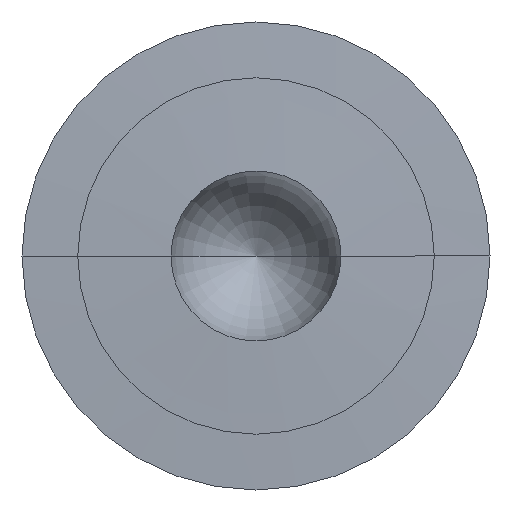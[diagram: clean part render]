
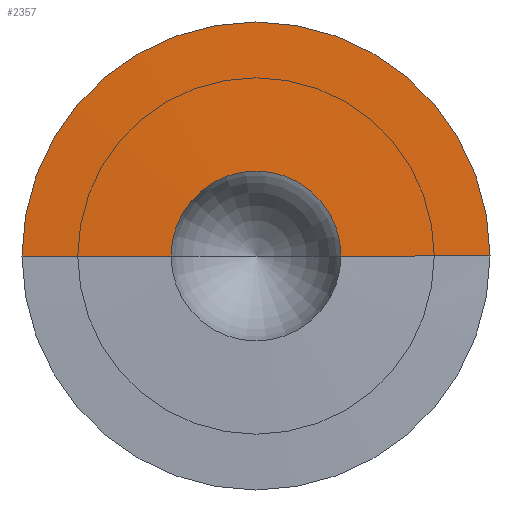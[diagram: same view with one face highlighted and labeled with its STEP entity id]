
A CAD part, front view. The second image highlights one B-rep face of the part: STEP entity #2357.
In plain terms, the highlighted conical face has half-angle 87.369 degrees and reference radius 11.799 mm.
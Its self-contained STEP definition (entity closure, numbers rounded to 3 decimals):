
#98 = EDGE_CURVE ( 'NONE', #3732, #6877, #7323, .T. ) ;
#166 = DIRECTION ( 'NONE',  ( 0.999, 0.046, 0. ) ) ;
#498 = CIRCLE ( 'NONE', #3904, 32.5 ) ;
#883 = AXIS2_PLACEMENT_3D ( 'NONE', #1794, #3985, #6855 ) ;
#909 = CARTESIAN_POINT ( 'NONE',  ( 32.5, -29.049, 0. ) ) ;
#1173 = AXIS2_PLACEMENT_3D ( 'NONE', #3013, #8018, #3749 ) ;
#1358 = VERTEX_POINT ( 'NONE', #1877 ) ;
#1568 = ORIENTED_EDGE ( 'NONE', *, *, #5301, .F. ) ;
#1575 = EDGE_CURVE ( 'NONE', #6877, #7214, #498, .T. ) ;
#1794 = CARTESIAN_POINT ( 'NONE',  ( 0., -30., 0. ) ) ;
#1812 = VECTOR ( 'NONE', #166, 1000. ) ;
#1877 = CARTESIAN_POINT ( 'NONE',  ( -11.799, -30., 0. ) ) ;
#2038 = ORIENTED_EDGE ( 'NONE', *, *, #6752, .F. ) ;
#2357 = ADVANCED_FACE ( 'NONE', ( #4043 ), #8612, .T. ) ;
#2891 = DIRECTION ( 'NONE',  ( 0., -1., 0. ) ) ;
#3013 = CARTESIAN_POINT ( 'NONE',  ( 0., -30., 0. ) ) ;
#3628 = CARTESIAN_POINT ( 'NONE',  ( -11.799, -30., 0. ) ) ;
#3732 = VERTEX_POINT ( 'NONE', #7638 ) ;
#3749 = DIRECTION ( 'NONE',  ( 1., 0., 0. ) ) ;
#3781 = ORIENTED_EDGE ( 'NONE', *, *, #98, .T. ) ;
#3904 = AXIS2_PLACEMENT_3D ( 'NONE', #7172, #2891, #7884 ) ;
#3985 = DIRECTION ( 'NONE',  ( 0., 1., 0. ) ) ;
#4043 = FACE_OUTER_BOUND ( 'NONE', #6063, .T. ) ;
#4316 = ORIENTED_EDGE ( 'NONE', *, *, #1575, .T. ) ;
#4943 = CARTESIAN_POINT ( 'NONE',  ( -32.5, -29.049, 0. ) ) ;
#5301 = EDGE_CURVE ( 'NONE', #3732, #1358, #7825, .T. ) ;
#5929 = CARTESIAN_POINT ( 'NONE',  ( 11.799, -30., 0. ) ) ;
#6063 = EDGE_LOOP ( 'NONE', ( #1568, #3781, #4316, #2038 ) ) ;
#6449 = DIRECTION ( 'NONE',  ( -0.999, 0.046, 0. ) ) ;
#6752 = EDGE_CURVE ( 'NONE', #1358, #7214, #8976, .T. ) ;
#6855 = DIRECTION ( 'NONE',  ( -1., 0., 0. ) ) ;
#6877 = VERTEX_POINT ( 'NONE', #909 ) ;
#7062 = VECTOR ( 'NONE', #6449, 1000. ) ;
#7172 = CARTESIAN_POINT ( 'NONE',  ( 0., -29.049, 0. ) ) ;
#7214 = VERTEX_POINT ( 'NONE', #4943 ) ;
#7323 = LINE ( 'NONE', #5929, #1812 ) ;
#7638 = CARTESIAN_POINT ( 'NONE',  ( 11.799, -30., 0. ) ) ;
#7825 = CIRCLE ( 'NONE', #1173, 11.799 ) ;
#7884 = DIRECTION ( 'NONE',  ( 1., 0., 0. ) ) ;
#8018 = DIRECTION ( 'NONE',  ( 0., -1., 0. ) ) ;
#8612 = CONICAL_SURFACE ( 'NONE', #883, 11.799, 1.525 ) ;
#8976 = LINE ( 'NONE', #3628, #7062 ) ;
